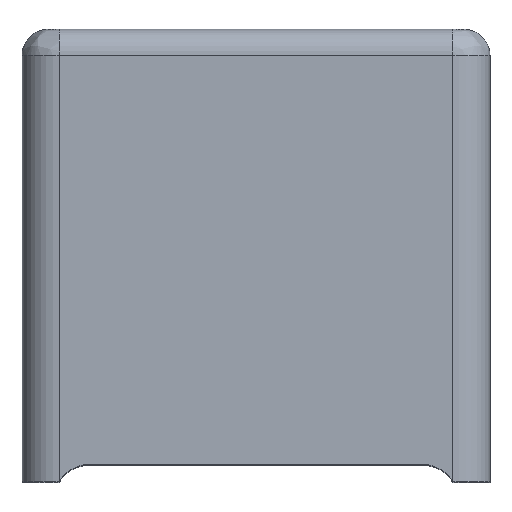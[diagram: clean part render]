
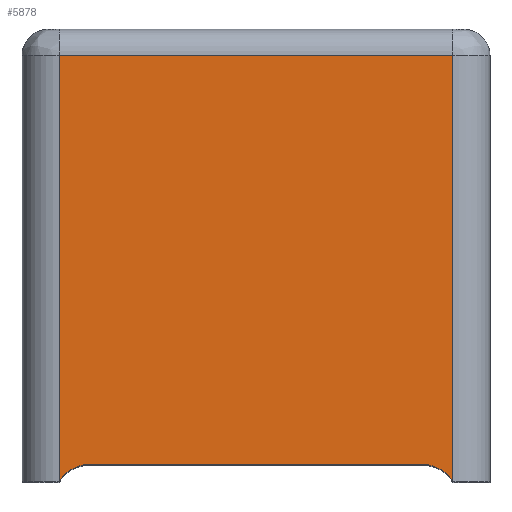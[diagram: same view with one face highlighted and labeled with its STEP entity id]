
A CAD part, top view. The second image highlights one B-rep face of the part: STEP entity #5878.
In plain terms, the highlighted planar face has unit normal (0, 0, 1).
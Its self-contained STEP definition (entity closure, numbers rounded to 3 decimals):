
#262=LINE('',#8763,#634);
#267=LINE('',#8803,#639);
#268=LINE('',#8807,#640);
#269=LINE('',#8810,#641);
#634=VECTOR('',#7052,90.);
#639=VECTOR('',#7077,97.5);
#640=VECTOR('',#7080,76.144);
#641=VECTOR('',#7083,97.5);
#955=PLANE('',#6245);
#1504=FACE_OUTER_BOUND('',#1846,.T.);
#1846=EDGE_LOOP('',(#4401,#4402,#4403,#4404,#4405,#4406));
#2557=CIRCLE('',#6246,8.);
#2558=CIRCLE('',#6247,8.);
#2961=VERTEX_POINT('',#8753);
#2963=VERTEX_POINT('',#8759);
#2971=VERTEX_POINT('',#8802);
#2972=VERTEX_POINT('',#8804);
#2973=VERTEX_POINT('',#8806);
#2974=VERTEX_POINT('',#8808);
#3566=EDGE_CURVE('',#2961,#2963,#262,.T.);
#3578=EDGE_CURVE('',#2971,#2961,#267,.T.);
#3579=EDGE_CURVE('',#2972,#2971,#2557,.T.);
#3580=EDGE_CURVE('',#2972,#2973,#268,.T.);
#3581=EDGE_CURVE('',#2973,#2974,#2558,.F.);
#3582=EDGE_CURVE('',#2974,#2963,#269,.T.);
#4401=ORIENTED_EDGE('',*,*,#3566,.F.);
#4402=ORIENTED_EDGE('',*,*,#3578,.F.);
#4403=ORIENTED_EDGE('',*,*,#3579,.F.);
#4404=ORIENTED_EDGE('',*,*,#3580,.T.);
#4405=ORIENTED_EDGE('',*,*,#3581,.T.);
#4406=ORIENTED_EDGE('',*,*,#3582,.T.);
#5878=ADVANCED_FACE('',(#1504),#955,.T.);
#6245=AXIS2_PLACEMENT_3D('',#8801,#7075,#7076);
#6246=AXIS2_PLACEMENT_3D('',#8805,#7078,#7079);
#6247=AXIS2_PLACEMENT_3D('',#8809,#7081,#7082);
#7052=DIRECTION('',(1.,0.,0.));
#7075=DIRECTION('center_axis',(0.,0.,1.));
#7076=DIRECTION('ref_axis',(1.,0.,0.));
#7077=DIRECTION('',(0.,1.,0.));
#7078=DIRECTION('center_axis',(0.,0.,1.));
#7079=DIRECTION('ref_axis',(-0.866,0.5,0.));
#7080=DIRECTION('',(1.,0.,0.));
#7081=DIRECTION('center_axis',(0.,0.,1.));
#7082=DIRECTION('ref_axis',(0.866,0.5,0.));
#7083=DIRECTION('',(0.,1.,0.));
#8753=CARTESIAN_POINT('',(-45.,97.5,53.5));
#8759=CARTESIAN_POINT('',(45.,97.5,53.5));
#8763=CARTESIAN_POINT('',(-22.5,97.5,53.5));
#8801=CARTESIAN_POINT('Origin',(-45.,0.,53.5));
#8802=CARTESIAN_POINT('',(-45.,0.,53.5));
#8803=CARTESIAN_POINT('',(-45.,0.,53.5));
#8804=CARTESIAN_POINT('',(-38.072,4.,53.5));
#8805=CARTESIAN_POINT('Origin',(-38.072,-4.,53.5));
#8806=CARTESIAN_POINT('',(38.072,4.,53.5));
#8807=CARTESIAN_POINT('',(-22.5,4.,53.5));
#8808=CARTESIAN_POINT('',(45.,0.,53.5));
#8809=CARTESIAN_POINT('Origin',(38.072,-4.,53.5));
#8810=CARTESIAN_POINT('',(45.,0.,53.5));
